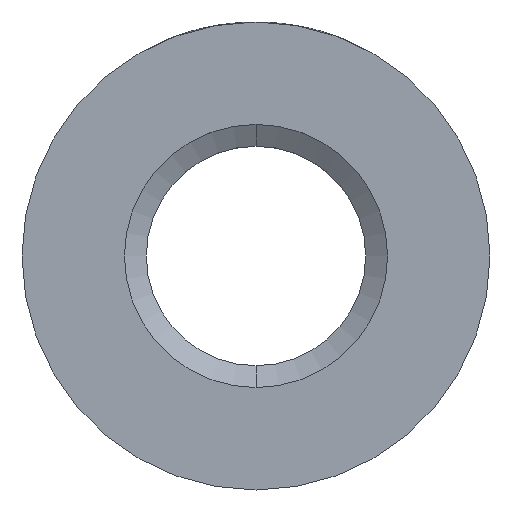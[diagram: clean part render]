
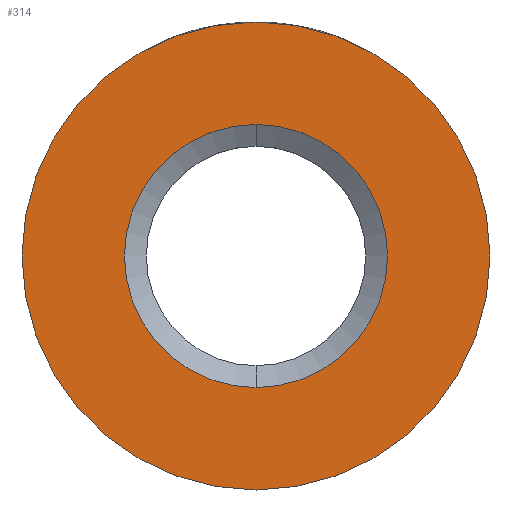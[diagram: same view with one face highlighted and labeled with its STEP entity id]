
A CAD part, front view. The second image highlights one B-rep face of the part: STEP entity #314.
In plain terms, the highlighted planar face has unit normal (0, -1, 0).
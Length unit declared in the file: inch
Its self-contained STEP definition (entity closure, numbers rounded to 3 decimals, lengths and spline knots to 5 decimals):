
#25 = DIRECTION ( 'NONE',  ( 0., 0., -1. ) ) ;
#27 = DIRECTION ( 'NONE',  ( 0., -1., 0. ) ) ;
#38 = CARTESIAN_POINT ( 'NONE',  ( 0., 0., 0. ) ) ;
#133 = DIRECTION ( 'NONE',  ( 0., 0., 1. ) ) ;
#155 = AXIS2_PLACEMENT_3D ( 'NONE', #38, #27, #25 ) ;
#201 = CIRCLE ( 'NONE', #404, 0.11811 ) ;
#217 = CIRCLE ( 'NONE', #408, 0.21 ) ;
#242 = CIRCLE ( 'NONE', #435, 0.21 ) ;
#248 = CARTESIAN_POINT ( 'NONE',  ( 0., 0., 0.21 ) ) ;
#265 = CIRCLE ( 'NONE', #155, 0.11811 ) ;
#280 = DIRECTION ( 'NONE',  ( 0., 0., -1. ) ) ;
#282 = DIRECTION ( 'NONE',  ( 0., -1., 0. ) ) ;
#285 = CARTESIAN_POINT ( 'NONE',  ( 0., 0., 0. ) ) ;
#297 = FACE_BOUND ( 'NONE', #791, .T. ) ;
#312 = FACE_OUTER_BOUND ( 'NONE', #532, .T. ) ;
#314 = ADVANCED_FACE ( 'NONE', ( #297, #312 ), #644, .F. ) ;
#367 = VERTEX_POINT ( 'NONE', #669 ) ;
#379 = VERTEX_POINT ( 'NONE', #668 ) ;
#404 = AXIS2_PLACEMENT_3D ( 'NONE', #285, #282, #280 ) ;
#408 = AXIS2_PLACEMENT_3D ( 'NONE', #550, #447, #133 ) ;
#435 = AXIS2_PLACEMENT_3D ( 'NONE', #687, #688, #690 ) ;
#444 = AXIS2_PLACEMENT_3D ( 'NONE', #616, #670, #740 ) ;
#447 = DIRECTION ( 'NONE',  ( 0., 1., 0. ) ) ;
#454 = ORIENTED_EDGE ( 'NONE', *, *, #540, .F. ) ;
#470 = VERTEX_POINT ( 'NONE', #544 ) ;
#487 = ORIENTED_EDGE ( 'NONE', *, *, #520, .F. ) ;
#520 = EDGE_CURVE ( 'NONE', #613, #379, #242, .T. ) ;
#532 = EDGE_LOOP ( 'NONE', ( #454, #487 ) ) ;
#540 = EDGE_CURVE ( 'NONE', #379, #613, #217, .T. ) ;
#544 = CARTESIAN_POINT ( 'NONE',  ( 0., 0., 0.11811 ) ) ;
#550 = CARTESIAN_POINT ( 'NONE',  ( 0., 0., 0. ) ) ;
#591 = EDGE_CURVE ( 'NONE', #470, #367, #201, .T. ) ;
#613 = VERTEX_POINT ( 'NONE', #248 ) ;
#616 = CARTESIAN_POINT ( 'NONE',  ( 0., 0., 0. ) ) ;
#644 = PLANE ( 'NONE',  #444 ) ;
#655 = ORIENTED_EDGE ( 'NONE', *, *, #745, .F. ) ;
#668 = CARTESIAN_POINT ( 'NONE',  ( 0., 0., -0.21 ) ) ;
#669 = CARTESIAN_POINT ( 'NONE',  ( 0., 0., -0.11811 ) ) ;
#670 = DIRECTION ( 'NONE',  ( 0., 1., 0. ) ) ;
#687 = CARTESIAN_POINT ( 'NONE',  ( 0., 0., 0. ) ) ;
#688 = DIRECTION ( 'NONE',  ( 0., 1., 0. ) ) ;
#689 = ORIENTED_EDGE ( 'NONE', *, *, #591, .F. ) ;
#690 = DIRECTION ( 'NONE',  ( 0., 0., 1. ) ) ;
#740 = DIRECTION ( 'NONE',  ( 0., 0., 1. ) ) ;
#745 = EDGE_CURVE ( 'NONE', #367, #470, #265, .T. ) ;
#791 = EDGE_LOOP ( 'NONE', ( #655, #689 ) ) ;
